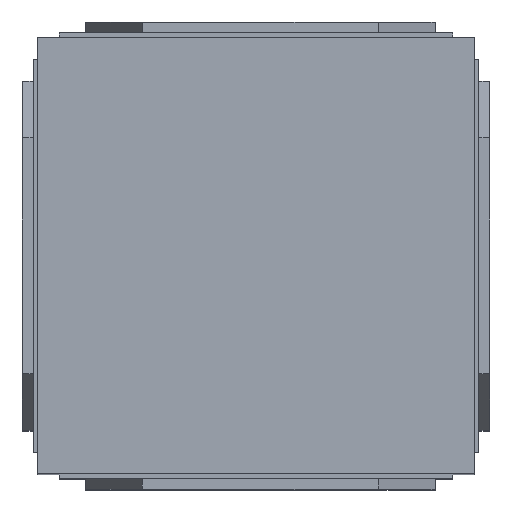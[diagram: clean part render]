
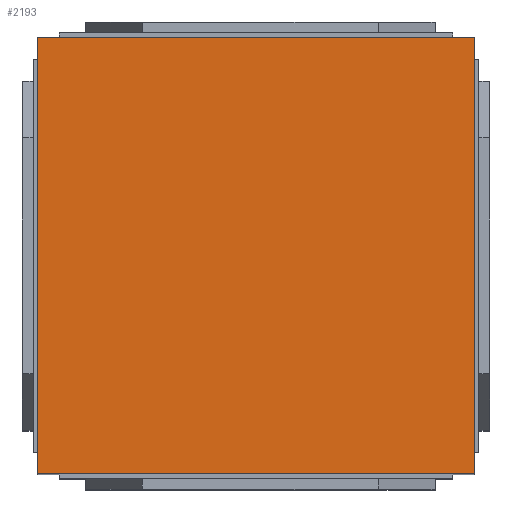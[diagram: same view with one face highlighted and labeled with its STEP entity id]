
A CAD part, top view. The second image highlights one B-rep face of the part: STEP entity #2193.
In plain terms, the highlighted planar face has unit normal (0, 0, 1).
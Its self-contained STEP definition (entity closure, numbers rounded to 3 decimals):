
#177=FACE_OUTER_BOUND('',#305,.T.);
#305=EDGE_LOOP('',(#1635,#1636,#1637,#1638));
#481=LINE('',#3433,#769);
#484=LINE('',#3439,#772);
#487=LINE('',#3445,#775);
#490=LINE('',#3449,#778);
#769=VECTOR('',#2803,10.);
#772=VECTOR('',#2808,10.);
#775=VECTOR('',#2813,10.);
#778=VECTOR('',#2818,10.);
#1029=VERTEX_POINT('',#3430);
#1030=VERTEX_POINT('',#3432);
#1032=VERTEX_POINT('',#3438);
#1034=VERTEX_POINT('',#3444);
#1249=EDGE_CURVE('',#1030,#1029,#481,.T.);
#1252=EDGE_CURVE('',#1032,#1030,#484,.T.);
#1255=EDGE_CURVE('',#1034,#1032,#487,.T.);
#1258=EDGE_CURVE('',#1029,#1034,#490,.T.);
#1635=ORIENTED_EDGE('',*,*,#1258,.T.);
#1636=ORIENTED_EDGE('',*,*,#1255,.T.);
#1637=ORIENTED_EDGE('',*,*,#1252,.T.);
#1638=ORIENTED_EDGE('',*,*,#1249,.T.);
#2065=PLANE('',#2519);
#2193=ADVANCED_FACE('',(#177),#2065,.T.);
#2519=AXIS2_PLACEMENT_3D('',#3450,#2819,#2820);
#2803=DIRECTION('',(0.,-1.,0.));
#2808=DIRECTION('',(-1.,0.,0.));
#2813=DIRECTION('',(0.,1.,0.));
#2818=DIRECTION('',(1.,0.,0.));
#2819=DIRECTION('center_axis',(0.,0.,1.));
#2820=DIRECTION('ref_axis',(1.,0.,0.));
#3430=CARTESIAN_POINT('',(-50.,-50.,105.));
#3432=CARTESIAN_POINT('',(-50.,50.,105.));
#3433=CARTESIAN_POINT('',(-50.,-50.,105.));
#3438=CARTESIAN_POINT('',(50.,50.,105.));
#3439=CARTESIAN_POINT('',(-50.,50.,105.));
#3444=CARTESIAN_POINT('',(50.,-50.,105.));
#3445=CARTESIAN_POINT('',(50.,50.,105.));
#3449=CARTESIAN_POINT('',(50.,-50.,105.));
#3450=CARTESIAN_POINT('Origin',(0.,0.,105.));
